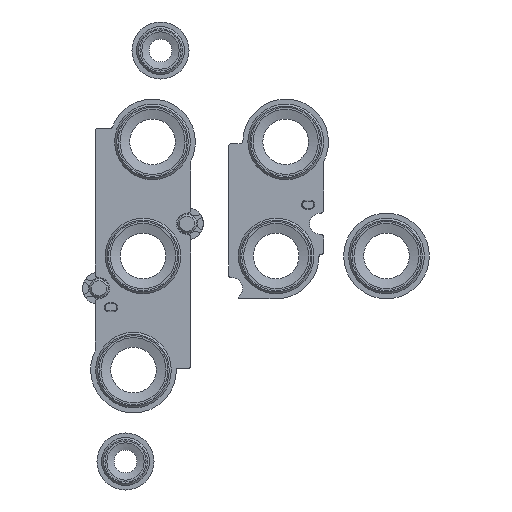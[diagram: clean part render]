
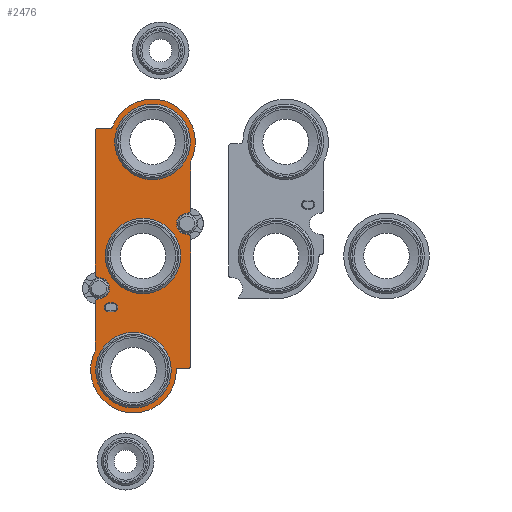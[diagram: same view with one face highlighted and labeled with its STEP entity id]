
A CAD part, front view. The second image highlights one B-rep face of the part: STEP entity #2476.
In plain terms, the highlighted planar face has unit normal (0, -1, 0).
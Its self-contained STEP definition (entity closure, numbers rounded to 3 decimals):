
#128=PLANE('',#2750);
#191=LINE('',#3992,#299);
#195=LINE('',#4004,#303);
#201=LINE('',#4028,#309);
#207=LINE('',#4052,#315);
#211=LINE('',#4064,#319);
#217=LINE('',#4088,#325);
#221=LINE('',#4113,#329);
#222=LINE('',#4117,#330);
#299=VECTOR('',#3101,1000.);
#303=VECTOR('',#3113,1000.);
#309=VECTOR('',#3139,1000.);
#315=VECTOR('',#3165,1000.);
#319=VECTOR('',#3177,1000.);
#325=VECTOR('',#3203,1000.);
#329=VECTOR('',#3231,1000.);
#330=VECTOR('',#3234,1000.);
#508=ORIENTED_EDGE('',*,*,#1096,.T.);
#509=ORIENTED_EDGE('',*,*,#1097,.T.);
#510=ORIENTED_EDGE('',*,*,#1098,.T.);
#511=ORIENTED_EDGE('',*,*,#1099,.T.);
#512=ORIENTED_EDGE('',*,*,#1033,.T.);
#513=ORIENTED_EDGE('',*,*,#1037,.F.);
#514=ORIENTED_EDGE('',*,*,#1040,.F.);
#515=ORIENTED_EDGE('',*,*,#1043,.F.);
#516=ORIENTED_EDGE('',*,*,#1046,.F.);
#517=ORIENTED_EDGE('',*,*,#1049,.T.);
#518=ORIENTED_EDGE('',*,*,#1052,.F.);
#519=ORIENTED_EDGE('',*,*,#1055,.F.);
#520=ORIENTED_EDGE('',*,*,#1058,.T.);
#521=ORIENTED_EDGE('',*,*,#1061,.F.);
#522=ORIENTED_EDGE('',*,*,#1064,.T.);
#523=ORIENTED_EDGE('',*,*,#1067,.F.);
#524=ORIENTED_EDGE('',*,*,#1070,.F.);
#525=ORIENTED_EDGE('',*,*,#1073,.F.);
#526=ORIENTED_EDGE('',*,*,#1076,.F.);
#527=ORIENTED_EDGE('',*,*,#1079,.T.);
#528=ORIENTED_EDGE('',*,*,#1082,.F.);
#529=ORIENTED_EDGE('',*,*,#1085,.F.);
#530=ORIENTED_EDGE('',*,*,#1088,.T.);
#531=ORIENTED_EDGE('',*,*,#1091,.F.);
#532=ORIENTED_EDGE('',*,*,#1100,.F.);
#533=ORIENTED_EDGE('',*,*,#1101,.F.);
#534=ORIENTED_EDGE('',*,*,#1102,.F.);
#1033=EDGE_CURVE('',#1347,#1348,#1592,.T.);
#1037=EDGE_CURVE('',#1351,#1348,#191,.T.);
#1040=EDGE_CURVE('',#1353,#1351,#1594,.T.);
#1043=EDGE_CURVE('',#1355,#1353,#195,.T.);
#1046=EDGE_CURVE('',#1357,#1355,#1596,.T.);
#1049=EDGE_CURVE('',#1357,#1359,#1598,.T.);
#1052=EDGE_CURVE('',#1361,#1359,#1600,.T.);
#1055=EDGE_CURVE('',#1363,#1361,#201,.T.);
#1058=EDGE_CURVE('',#1363,#1365,#1602,.T.);
#1061=EDGE_CURVE('',#1367,#1365,#1604,.T.);
#1064=EDGE_CURVE('',#1367,#1369,#1606,.T.);
#1067=EDGE_CURVE('',#1371,#1369,#207,.T.);
#1070=EDGE_CURVE('',#1373,#1371,#1608,.T.);
#1073=EDGE_CURVE('',#1375,#1373,#211,.T.);
#1076=EDGE_CURVE('',#1377,#1375,#1610,.T.);
#1079=EDGE_CURVE('',#1377,#1379,#1612,.T.);
#1082=EDGE_CURVE('',#1381,#1379,#1614,.T.);
#1085=EDGE_CURVE('',#1383,#1381,#217,.T.);
#1088=EDGE_CURVE('',#1383,#1385,#1616,.T.);
#1091=EDGE_CURVE('',#1347,#1385,#1618,.T.);
#1096=EDGE_CURVE('',#1390,#1391,#1623,.T.);
#1097=EDGE_CURVE('',#1391,#1392,#221,.T.);
#1098=EDGE_CURVE('',#1392,#1393,#1624,.T.);
#1099=EDGE_CURVE('',#1393,#1390,#222,.T.);
#1100=EDGE_CURVE('',#1394,#1394,#1625,.T.);
#1101=EDGE_CURVE('',#1395,#1395,#1626,.T.);
#1102=EDGE_CURVE('',#1396,#1396,#1627,.T.);
#1347=VERTEX_POINT('',#3984);
#1348=VERTEX_POINT('',#3985);
#1351=VERTEX_POINT('',#3993);
#1353=VERTEX_POINT('',#3999);
#1355=VERTEX_POINT('',#4005);
#1357=VERTEX_POINT('',#4011);
#1359=VERTEX_POINT('',#4017);
#1361=VERTEX_POINT('',#4023);
#1363=VERTEX_POINT('',#4029);
#1365=VERTEX_POINT('',#4035);
#1367=VERTEX_POINT('',#4041);
#1369=VERTEX_POINT('',#4047);
#1371=VERTEX_POINT('',#4053);
#1373=VERTEX_POINT('',#4059);
#1375=VERTEX_POINT('',#4065);
#1377=VERTEX_POINT('',#4071);
#1379=VERTEX_POINT('',#4077);
#1381=VERTEX_POINT('',#4083);
#1383=VERTEX_POINT('',#4089);
#1385=VERTEX_POINT('',#4095);
#1390=VERTEX_POINT('',#4111);
#1391=VERTEX_POINT('',#4112);
#1392=VERTEX_POINT('',#4114);
#1393=VERTEX_POINT('',#4116);
#1394=VERTEX_POINT('',#4119);
#1395=VERTEX_POINT('',#4121);
#1396=VERTEX_POINT('',#4123);
#1592=CIRCLE('',#2699,0.5);
#1594=CIRCLE('',#2703,0.5);
#1596=CIRCLE('',#2707,0.7);
#1598=CIRCLE('',#2710,2.8);
#1600=CIRCLE('',#2713,0.7);
#1602=CIRCLE('',#2717,0.5);
#1604=CIRCLE('',#2720,11.25);
#1606=CIRCLE('',#2723,0.5);
#1608=CIRCLE('',#2727,0.5);
#1610=CIRCLE('',#2731,0.7);
#1612=CIRCLE('',#2734,2.8);
#1614=CIRCLE('',#2737,0.7);
#1616=CIRCLE('',#2741,0.5);
#1618=CIRCLE('',#2744,11.25);
#1623=CIRCLE('',#2751,1.15);
#1624=CIRCLE('',#2752,1.15);
#1625=CIRCLE('',#2753,9.935);
#1626=CIRCLE('',#2754,9.935);
#1627=CIRCLE('',#2755,9.935);
#1816=EDGE_LOOP('',(#508,#509,#510,#511));
#1817=EDGE_LOOP('',(#512,#513,#514,#515,#516,#517,#518,#519,#520,#521,#522,
#523,#524,#525,#526,#527,#528,#529,#530,#531));
#1818=EDGE_LOOP('',(#532));
#1819=EDGE_LOOP('',(#533));
#1820=EDGE_LOOP('',(#534));
#2118=FACE_BOUND('',#1816,.T.);
#2119=FACE_BOUND('',#1817,.T.);
#2120=FACE_BOUND('',#1818,.T.);
#2121=FACE_BOUND('',#1819,.T.);
#2122=FACE_BOUND('',#1820,.T.);
#2476=ADVANCED_FACE('',(#2118,#2119,#2120,#2121,#2122),#128,.F.);
#2699=AXIS2_PLACEMENT_3D('',#3983,#3093,#3094);
#2703=AXIS2_PLACEMENT_3D('',#3998,#3106,#3107);
#2707=AXIS2_PLACEMENT_3D('',#4010,#3118,#3119);
#2710=AXIS2_PLACEMENT_3D('',#4016,#3125,#3126);
#2713=AXIS2_PLACEMENT_3D('',#4022,#3132,#3133);
#2717=AXIS2_PLACEMENT_3D('',#4034,#3144,#3145);
#2720=AXIS2_PLACEMENT_3D('',#4040,#3151,#3152);
#2723=AXIS2_PLACEMENT_3D('',#4046,#3158,#3159);
#2727=AXIS2_PLACEMENT_3D('',#4058,#3170,#3171);
#2731=AXIS2_PLACEMENT_3D('',#4070,#3182,#3183);
#2734=AXIS2_PLACEMENT_3D('',#4076,#3189,#3190);
#2737=AXIS2_PLACEMENT_3D('',#4082,#3196,#3197);
#2741=AXIS2_PLACEMENT_3D('',#4094,#3208,#3209);
#2744=AXIS2_PLACEMENT_3D('',#4100,#3215,#3216);
#2750=AXIS2_PLACEMENT_3D('',#4109,#3227,#3228);
#2751=AXIS2_PLACEMENT_3D('',#4110,#3229,#3230);
#2752=AXIS2_PLACEMENT_3D('',#4115,#3232,#3233);
#2753=AXIS2_PLACEMENT_3D('',#4118,#3235,#3236);
#2754=AXIS2_PLACEMENT_3D('',#4120,#3237,#3238);
#2755=AXIS2_PLACEMENT_3D('',#4122,#3239,#3240);
#3093=DIRECTION('',(0.,1.,0.));
#3094=DIRECTION('',(1.,0.,0.));
#3101=DIRECTION('',(0.,0.,1.));
#3106=DIRECTION('',(0.,1.,0.));
#3107=DIRECTION('',(1.,0.,0.));
#3113=DIRECTION('',(-1.,0.,0.));
#3118=DIRECTION('',(0.,1.,0.));
#3119=DIRECTION('',(1.,0.,0.));
#3125=DIRECTION('',(0.,1.,0.));
#3126=DIRECTION('',(1.,0.,0.));
#3132=DIRECTION('',(0.,1.,0.));
#3133=DIRECTION('',(1.,0.,0.));
#3139=DIRECTION('',(-1.,0.,0.));
#3144=DIRECTION('',(0.,1.,0.));
#3145=DIRECTION('',(1.,0.,0.));
#3151=DIRECTION('',(0.,1.,0.));
#3152=DIRECTION('',(1.,0.,0.));
#3158=DIRECTION('',(0.,1.,0.));
#3159=DIRECTION('',(1.,0.,0.));
#3165=DIRECTION('',(0.,0.,-1.));
#3170=DIRECTION('',(0.,1.,0.));
#3171=DIRECTION('',(1.,0.,0.));
#3177=DIRECTION('',(1.,0.,0.));
#3182=DIRECTION('',(0.,1.,0.));
#3183=DIRECTION('',(1.,0.,0.));
#3189=DIRECTION('',(0.,1.,0.));
#3190=DIRECTION('',(1.,0.,0.));
#3196=DIRECTION('',(0.,1.,0.));
#3197=DIRECTION('',(1.,0.,0.));
#3203=DIRECTION('',(1.,0.,0.));
#3208=DIRECTION('',(0.,1.,0.));
#3209=DIRECTION('',(1.,0.,0.));
#3215=DIRECTION('',(0.,1.,0.));
#3216=DIRECTION('',(1.,0.,0.));
#3227=DIRECTION('',(0.,1.,0.));
#3228=DIRECTION('',(0.,0.,1.));
#3229=DIRECTION('',(0.,1.,0.));
#3230=DIRECTION('',(1.,0.,0.));
#3231=DIRECTION('',(0.,0.,1.));
#3232=DIRECTION('',(0.,1.,0.));
#3233=DIRECTION('',(1.,0.,0.));
#3234=DIRECTION('',(0.,0.,-1.));
#3235=DIRECTION('',(0.,-1.,0.));
#3236=DIRECTION('',(0.,0.,-1.));
#3237=DIRECTION('',(0.,-1.,0.));
#3238=DIRECTION('',(0.,0.,-1.));
#3239=DIRECTION('',(0.,-1.,0.));
#3240=DIRECTION('',(0.,0.,-1.));
#3983=CARTESIAN_POINT('',(-30.,-1.,-9.25));
#3984=CARTESIAN_POINT('',(-30.,-1.,-8.75));
#3985=CARTESIAN_POINT('',(-29.5,-1.,-9.25));
#3992=CARTESIAN_POINT('',(-29.5,-1.,-12.));
#3993=CARTESIAN_POINT('',(-29.5,-1.,-12.));
#3998=CARTESIAN_POINT('',(-29.,-1.,-12.));
#3999=CARTESIAN_POINT('',(-29.,-1.,-12.5));
#4004=CARTESIAN_POINT('',(5.006,-1.,-12.5));
#4005=CARTESIAN_POINT('',(5.006,-1.,-12.5));
#4010=CARTESIAN_POINT('',(5.006,-1.,-11.8));
#4011=CARTESIAN_POINT('',(5.705,-1.,-11.76));
#4016=CARTESIAN_POINT('',(8.5,-1.,-11.6));
#4017=CARTESIAN_POINT('',(11.295,-1.,-11.76));
#4022=CARTESIAN_POINT('',(11.994,-1.,-11.8));
#4023=CARTESIAN_POINT('',(11.994,-1.,-12.5));
#4028=CARTESIAN_POINT('',(24.726,-1.,-12.5));
#4029=CARTESIAN_POINT('',(24.726,-1.,-12.5));
#4034=CARTESIAN_POINT('',(24.726,-1.,-13.));
#4035=CARTESIAN_POINT('',(24.951,-1.,-12.553));
#4040=CARTESIAN_POINT('',(30.,-1.,-2.5));
#4041=CARTESIAN_POINT('',(33.83,-1.,8.078));
#4046=CARTESIAN_POINT('',(34.,-1.,8.548));
#4047=CARTESIAN_POINT('',(33.5,-1.,8.548));
#4052=CARTESIAN_POINT('',(33.5,-1.,12.));
#4053=CARTESIAN_POINT('',(33.5,-1.,12.));
#4058=CARTESIAN_POINT('',(33.,-1.,12.));
#4059=CARTESIAN_POINT('',(33.,-1.,12.5));
#4064=CARTESIAN_POINT('',(-5.006,-1.,12.5));
#4065=CARTESIAN_POINT('',(-5.006,-1.,12.5));
#4070=CARTESIAN_POINT('',(-5.006,-1.,11.8));
#4071=CARTESIAN_POINT('',(-5.705,-1.,11.76));
#4076=CARTESIAN_POINT('',(-8.5,-1.,11.6));
#4077=CARTESIAN_POINT('',(-11.295,-1.,11.76));
#4082=CARTESIAN_POINT('',(-11.994,-1.,11.8));
#4083=CARTESIAN_POINT('',(-11.994,-1.,12.5));
#4088=CARTESIAN_POINT('',(-24.726,-1.,12.5));
#4089=CARTESIAN_POINT('',(-24.726,-1.,12.5));
#4094=CARTESIAN_POINT('',(-24.726,-1.,13.));
#4095=CARTESIAN_POINT('',(-24.951,-1.,12.553));
#4100=CARTESIAN_POINT('',(-30.,-1.,2.5));
#4109=CARTESIAN_POINT('',(-30.,-1.,-9.25));
#4110=CARTESIAN_POINT('',(-13.5,-1.,7.8));
#4111=CARTESIAN_POINT('',(-12.35,-1.,7.8));
#4112=CARTESIAN_POINT('',(-14.65,-1.,7.8));
#4113=CARTESIAN_POINT('',(-14.65,-1.,7.8));
#4114=CARTESIAN_POINT('',(-14.65,-1.,9.));
#4115=CARTESIAN_POINT('',(-13.5,-1.,9.));
#4116=CARTESIAN_POINT('',(-12.35,-1.,9.));
#4117=CARTESIAN_POINT('',(-12.35,-1.,9.));
#4118=CARTESIAN_POINT('',(0.,-1.,0.));
#4119=CARTESIAN_POINT('',(0.,-1.,-9.935));
#4120=CARTESIAN_POINT('',(-30.,-1.,2.5));
#4121=CARTESIAN_POINT('',(-30.,-1.,-7.435));
#4122=CARTESIAN_POINT('',(30.,-1.,-2.5));
#4123=CARTESIAN_POINT('',(30.,-1.,-12.435));
